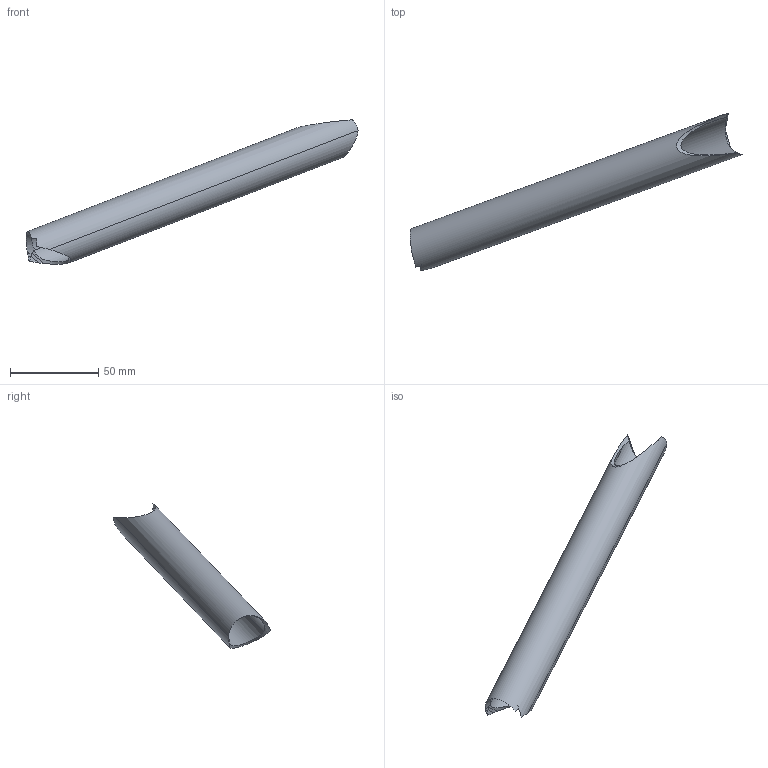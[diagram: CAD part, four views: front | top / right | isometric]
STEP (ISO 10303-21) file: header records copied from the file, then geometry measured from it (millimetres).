
FILE_DESCRIPTION(('STEP AP214'),'1');
FILE_NAME('31.stp','2018-02-08T15:00:43',(' '),(' '),'Spatial InterOp 3D',' ',' ');
FILE_SCHEMA(('automotive_design'));
Length unit declared in the file: metre
Products named in the file (2): Corps1; Point
Bounding box: 188.58 x 89.53 x 82.11 mm (x, y, z)
Volume: 20448.3 mm3; surface area: 27788.6 mm2
Topology: 1 solids, 1 shells, 13 faces, 43 edges, 30 vertices
Faces by surface type: cylinder 10, extrusion 2, bspline 1
Entity records: 1131 total; most frequent: CARTESIAN_POINT 635, ORIENTED_EDGE 84, DIRECTION 54, EDGE_CURVE 42, VERTEX_POINT 29, B_SPLINE_CURVE_WITH_KNOTS 24, AXIS2_PLACEMENT_3D 21, STYLED_ITEM 16
